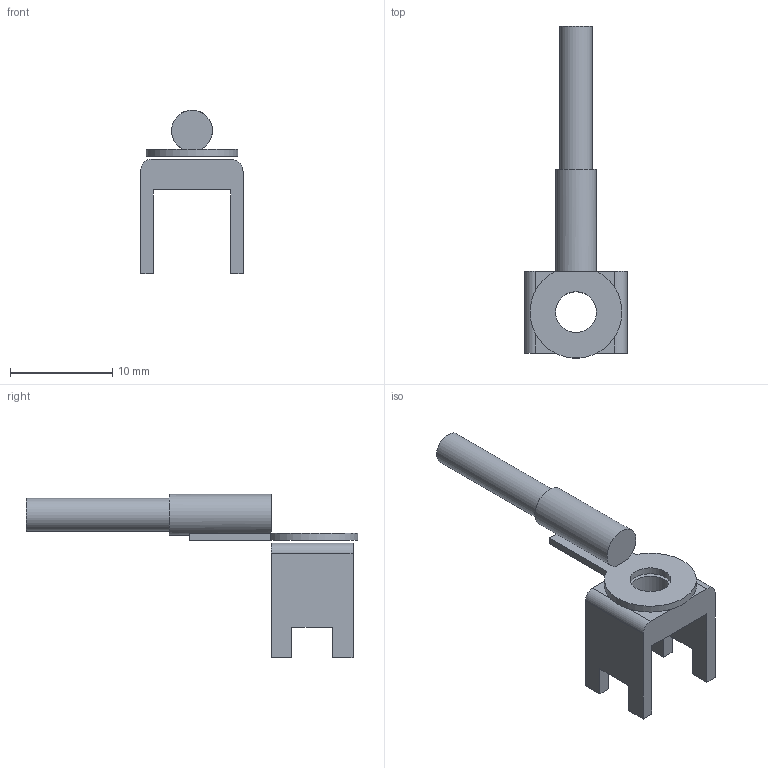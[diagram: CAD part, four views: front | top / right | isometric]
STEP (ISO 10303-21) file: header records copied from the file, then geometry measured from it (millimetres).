
FILE_DESCRIPTION(('FreeCAD Model'),'2;1');
FILE_NAME('Open CASCADE Shape Model','2021-12-18T14:56:55',('Author'),( ''),'Open CASCADE STEP processor 7.5','FreeCAD','Unknown');
FILE_SCHEMA(('AUTOMOTIVE_DESIGN { 1 0 10303 214 1 1 1 1 }'));
Length unit declared in the file: millimetre
Products named in the file (4): screwterminal_temile_MFR04425; Body; lug; wire
Assembly tree (3 placements, depth 2):
  screwterminal_temile_MFR04425
    Body
    lug
    wire
Bounding box: 10 x 32.48 x 16 mm (x, y, z)
Volume: 668.5 mm3; surface area: 1082.2 mm2
Topology: 3 solids, 3 shells, 34 faces, 84 edges, 56 vertices
Faces by surface type: plane 27, cylinder 7
Full cylindrical faces by diameter (mm): 3.2 x1, 4 x3
Entity records: 2197 total; most frequent: CARTESIAN_POINT 346, DIRECTION 344, LINE 220, VECTOR 220, ORIENTED_EDGE 168, PCURVE 168, DEFINITIONAL_REPRESENTATION 168, EDGE_CURVE 84
